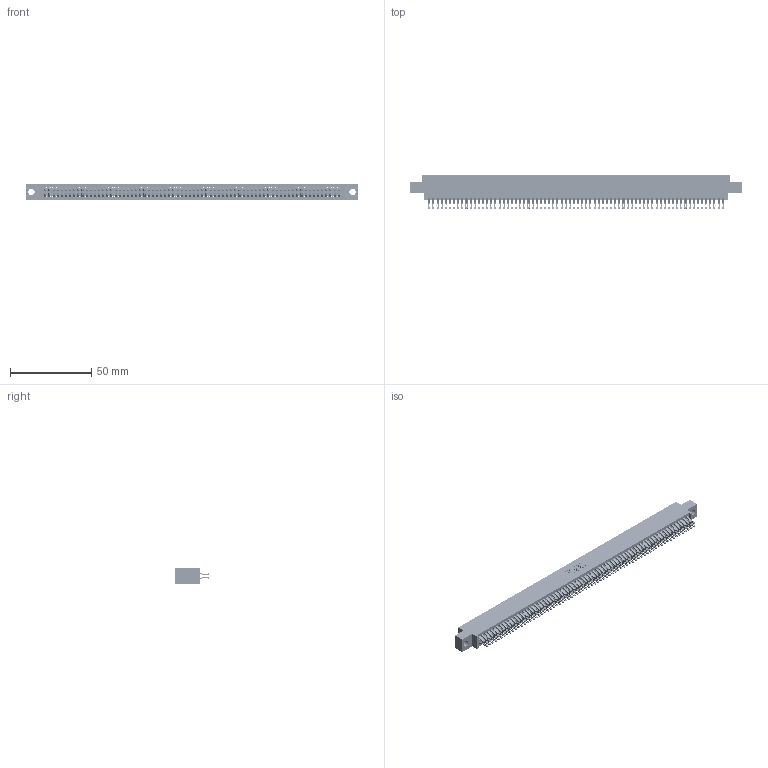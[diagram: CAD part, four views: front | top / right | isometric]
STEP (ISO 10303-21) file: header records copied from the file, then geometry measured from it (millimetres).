
FILE_DESCRIPTION (( 'STEP AP203' ), '1' );
FILE_NAME ('395-144-555-804.STEP', '2018-12-06T09:49:38', ( '' ), ( '' ), 'SwSTEP 2.0', 'SolidWorks 2016', '' );
FILE_SCHEMA (( 'CONFIG_CONTROL_DESIGN' ));
Length unit declared in the file: inch
Products named in the file (3): 345-292-001_555 Tail; 345 Part_0.170 Offset - 0.156 Dia-TH; 395-144-555-804
Assembly tree (145 placements, depth 2):
  395-144-555-804
    345 Part_0.170 Offset - 0.156 Dia-TH
    345-292-001_555 Tail  x144
Bounding box: 204.09 x 21.13 x 9.4 mm (x, y, z)
Volume: 20320.3 mm3; surface area: 32029.3 mm2
Topology: 145 solids, 145 shells, 8194 faces, 25841 edges, 17226 vertices
Faces by surface type: plane 4548, cylinder 3646
Entity records: 52915 total; most frequent: CARTESIAN_POINT 8878, ORIENTED_EDGE 8782, DIRECTION 7759, EDGE_CURVE 4391, LINE 3951, VECTOR 3951, VERTEX_POINT 2926, AXIS2_PLACEMENT_3D 1904
